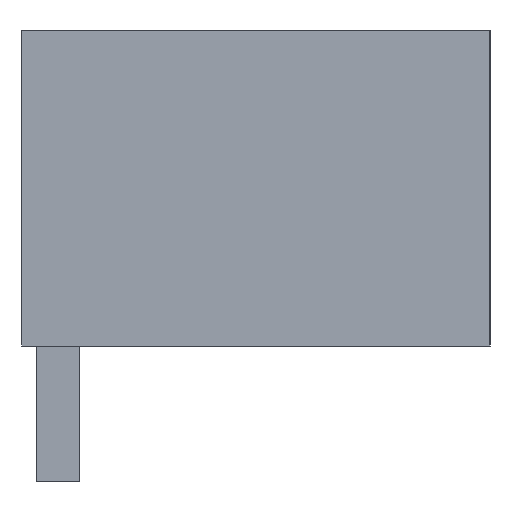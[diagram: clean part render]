
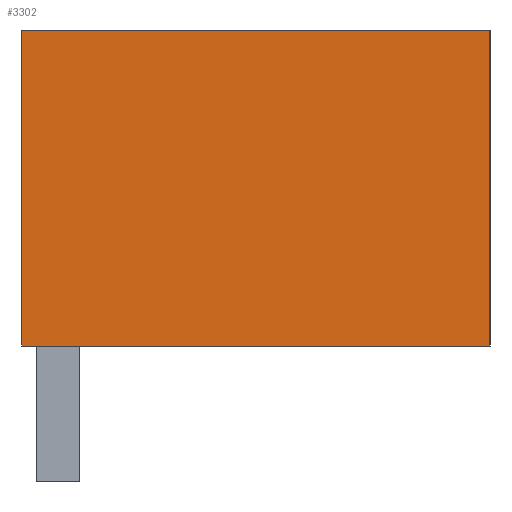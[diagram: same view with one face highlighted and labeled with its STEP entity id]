
A CAD part, left-side view. The second image highlights one B-rep face of the part: STEP entity #3302.
In plain terms, the highlighted planar face has unit normal (-1, 0, 0).
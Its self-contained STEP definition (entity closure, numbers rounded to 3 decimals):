
#3289=AXIS2_PLACEMENT_3D('Plane Axis2P3D',#3286,#3287,#3288) ;
#1004=CARTESIAN_POINT('Vertex',(0.,11.05,3.2)) ;
#1007=CARTESIAN_POINT('Line Origine',(0.,11.05,6.925)) ;
#1011=CARTESIAN_POINT('Vertex',(0.,11.05,10.65)) ;
#1319=CARTESIAN_POINT('Line Origine',(0.,5.525,3.2)) ;
#1323=CARTESIAN_POINT('Vertex',(0.,0.,3.2)) ;
#2564=CARTESIAN_POINT('Line Origine',(0.,5.525,10.65)) ;
#2568=CARTESIAN_POINT('Vertex',(0.,0.,10.65)) ;
#3286=CARTESIAN_POINT('Axis2P3D Location',(0.,11.05,0.)) ;
#3291=CARTESIAN_POINT('Line Origine',(0.,0.,6.925)) ;
#1008=DIRECTION('Vector Direction',(0.,0.,-1.)) ;
#1320=DIRECTION('Vector Direction',(0.,1.,0.)) ;
#2565=DIRECTION('Vector Direction',(0.,-1.,0.)) ;
#3287=DIRECTION('Axis2P3D Direction',(-1.,0.,0.)) ;
#3288=DIRECTION('Axis2P3D XDirection',(0.,-1.,0.)) ;
#3292=DIRECTION('Vector Direction',(0.,0.,1.)) ;
#1009=VECTOR('Line Direction',#1008,1.) ;
#1321=VECTOR('Line Direction',#1320,1.) ;
#2566=VECTOR('Line Direction',#2565,1.) ;
#3293=VECTOR('Line Direction',#3292,1.) ;
#3297=ORIENTED_EDGE('',*,*,#1013,.T.) ;
#3298=ORIENTED_EDGE('',*,*,#1325,.T.) ;
#3299=ORIENTED_EDGE('',*,*,#3295,.T.) ;
#3300=ORIENTED_EDGE('',*,*,#2570,.T.) ;
#3302=ADVANCED_FACE('HOUSING',(#3301),#3290,.T.) ;
#1013=EDGE_CURVE('',#1012,#1005,#1010,.T.) ;
#1325=EDGE_CURVE('',#1005,#1324,#1322,.F.) ;
#2570=EDGE_CURVE('',#2569,#1012,#2567,.F.) ;
#3295=EDGE_CURVE('',#1324,#2569,#3294,.T.) ;
#3296=EDGE_LOOP('',(#3297,#3298,#3299,#3300)) ;
#3301=FACE_OUTER_BOUND('',#3296,.T.) ;
#1010=LINE('Line',#1007,#1009) ;
#1322=LINE('Line',#1319,#1321) ;
#2567=LINE('Line',#2564,#2566) ;
#3294=LINE('Line',#3291,#3293) ;
#3290=PLANE('',#3289) ;
#1005=VERTEX_POINT('',#1004) ;
#1012=VERTEX_POINT('',#1011) ;
#1324=VERTEX_POINT('',#1323) ;
#2569=VERTEX_POINT('',#2568) ;
